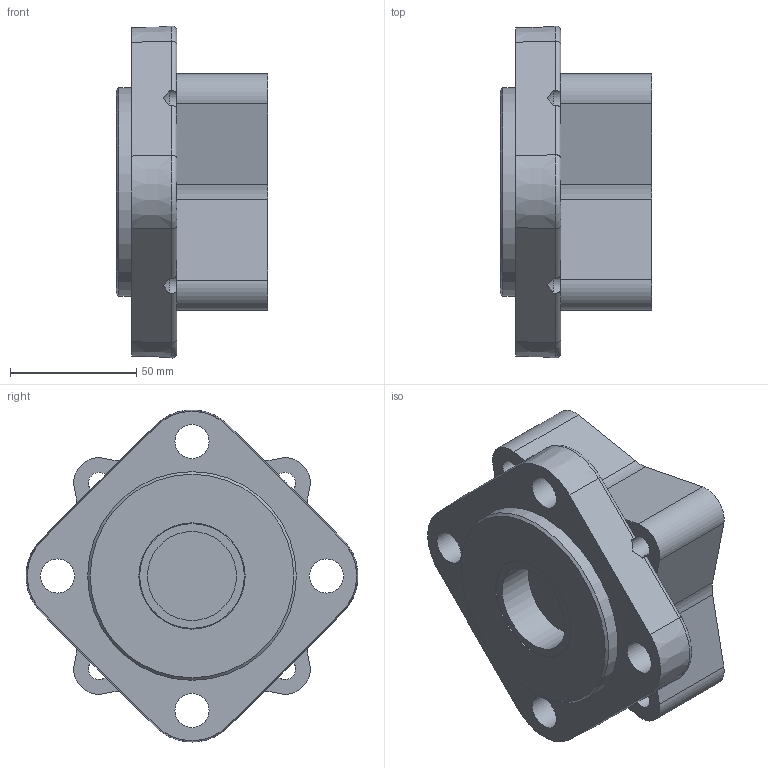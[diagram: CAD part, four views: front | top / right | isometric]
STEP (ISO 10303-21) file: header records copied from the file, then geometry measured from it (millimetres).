
FILE_DESCRIPTION(/* description */ (''),/* implementation_level */ '2;1');
FILE_NAME(/* name */ '_MS-MF.step',/* time_stamp */ '2023-12-15T18:58:36+05:30',/* author */ (''),/* organization */ (''),/* preprocessor_version */ 'ST-DEVELOPER v20',/* originating_system */ 'Autodesk Translation Framework v12.14.0.127',/* authorisation */ '');
FILE_SCHEMA (('AUTOMOTIVE_DESIGN { 1 0 10303 214 3 1 1 }'));
Length unit declared in the file: millimetre
Products named in the file (1): _MS-MF
Bounding box: 60 x 131.3 x 131.3 mm (x, y, z)
Volume: 462853.4 mm3; surface area: 50884.6 mm2
Topology: 1 solids, 1 shells, 86 faces, 231 edges, 146 vertices
Faces by surface type: cylinder 35, plane 33, cone 14, torus 4
Full cylindrical faces by diameter (mm): 8.376 x4, 10.8 x4, 13.5 x4, 22 x4, 35.2 x1, 42 x1, 82.5 x1
Entity records: 2992 total; most frequent: CARTESIAN_POINT 652, DIRECTION 485, ORIENTED_EDGE 454, EDGE_CURVE 227, AXIS2_PLACEMENT_3D 190, VERTEX_POINT 146, EDGE_LOOP 105, LINE 105
